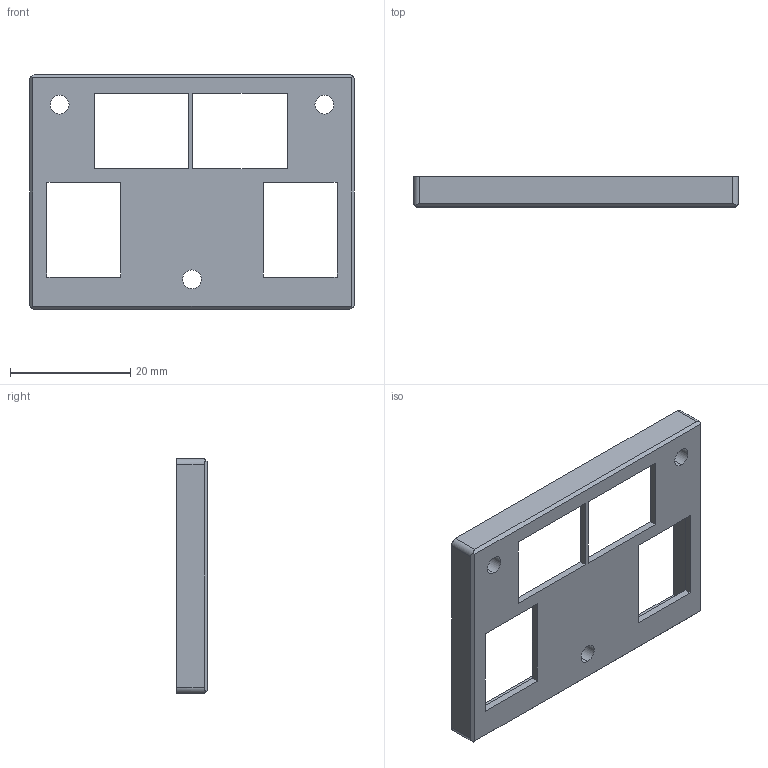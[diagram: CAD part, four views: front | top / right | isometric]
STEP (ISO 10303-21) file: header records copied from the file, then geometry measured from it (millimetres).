
FILE_DESCRIPTION (( 'STEP AP214' ), '1' );
FILE_NAME ('Top No Termination Low Profile.STEP', '2023-01-15T18:05:37', ( '' ), ( '' ), 'SwSTEP 2.0', 'SolidWorks 2022', '' );
FILE_SCHEMA (( 'AUTOMOTIVE_DESIGN' ));
Length unit declared in the file: millimetre
Products named in the file (1): Top No Termination Low Profile
Bounding box: 54 x 5 x 39 mm (x, y, z)
Volume: 3245.6 mm3; surface area: 4560.6 mm2
Topology: 1 solids, 1 shells, 54 faces, 153 edges, 102 vertices
Faces by surface type: plane 40, cylinder 14
Entity records: 1803 total; most frequent: CARTESIAN_POINT 334, ORIENTED_EDGE 306, DIRECTION 279, EDGE_CURVE 153, LINE 121, VECTOR 121, VERTEX_POINT 102, AXIS2_PLACEMENT_3D 79
